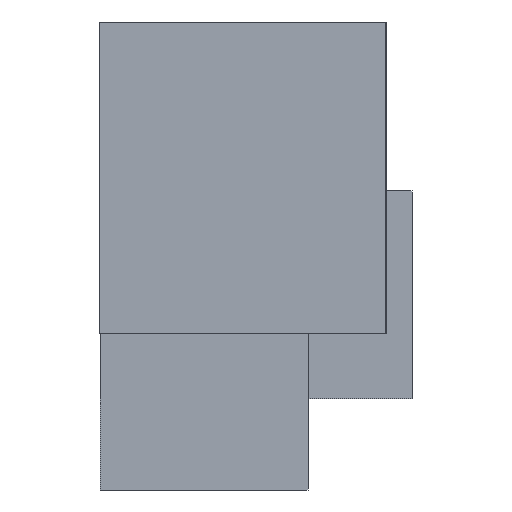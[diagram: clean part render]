
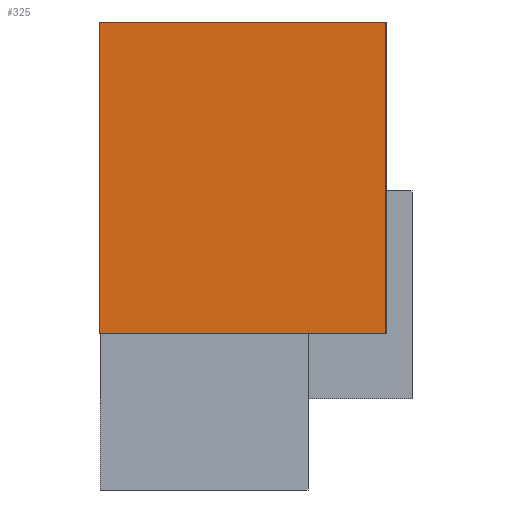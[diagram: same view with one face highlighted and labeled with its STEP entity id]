
A CAD part, left-side view. The second image highlights one B-rep face of the part: STEP entity #325.
In plain terms, the highlighted planar face has unit normal (-1, 0, 0).
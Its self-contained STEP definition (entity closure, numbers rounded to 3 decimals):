
#68=B_SPLINE_CURVE_WITH_KNOTS('',1,(#2908,#2909),.UNSPECIFIED.,.F.,.F.,
(2,2),(0.,110.),.UNSPECIFIED.);
#72=B_SPLINE_CURVE_WITH_KNOTS('',1,(#2916,#2917),.UNSPECIFIED.,.F.,.F.,
(2,2),(-860.,-740.),.UNSPECIFIED.);
#73=B_SPLINE_CURVE_WITH_KNOTS('',1,(#2918,#2919),.UNSPECIFIED.,.F.,.F.,
(2,2),(0.,110.),.UNSPECIFIED.);
#74=B_SPLINE_CURVE_WITH_KNOTS('',1,(#2920,#2921),.UNSPECIFIED.,.F.,.F.,
(2,2),(-860.,-740.),.UNSPECIFIED.);
#325=ADVANCED_FACE('',(#444),#1936,.T.);
#444=FACE_OUTER_BOUND('',#566,.T.);
#566=EDGE_LOOP('',(#883,#884,#885,#886));
#883=ORIENTED_EDGE('',*,*,#1416,.T.);
#884=ORIENTED_EDGE('',*,*,#1417,.T.);
#885=ORIENTED_EDGE('',*,*,#1418,.F.);
#886=ORIENTED_EDGE('',*,*,#1412,.F.);
#1412=EDGE_CURVE('',#1771,#1772,#68,.T.);
#1416=EDGE_CURVE('',#1771,#1775,#72,.T.);
#1417=EDGE_CURVE('',#1775,#1776,#73,.T.);
#1418=EDGE_CURVE('',#1772,#1776,#74,.T.);
#1771=VERTEX_POINT('',#2712);
#1772=VERTEX_POINT('',#2713);
#1775=VERTEX_POINT('',#2716);
#1776=VERTEX_POINT('',#2717);
#1936=PLANE('',#2143);
#2143=AXIS2_PLACEMENT_3D('',#2617,#2265,$);
#2265=DIRECTION('',(-1.,0.,0.));
#2617=CARTESIAN_POINT('',(-304.,62.,183.));
#2712=CARTESIAN_POINT('',(-304.,62.,183.));
#2713=CARTESIAN_POINT('',(-304.,-48.,183.));
#2716=CARTESIAN_POINT('',(-304.,62.,63.));
#2717=CARTESIAN_POINT('',(-304.,-48.,63.));
#2908=CARTESIAN_POINT('',(-304.,62.,183.));
#2909=CARTESIAN_POINT('',(-304.,-48.,183.));
#2916=CARTESIAN_POINT('',(-304.,62.,183.));
#2917=CARTESIAN_POINT('',(-304.,62.,63.));
#2918=CARTESIAN_POINT('',(-304.,62.,63.));
#2919=CARTESIAN_POINT('',(-304.,-48.,63.));
#2920=CARTESIAN_POINT('',(-304.,-48.,183.));
#2921=CARTESIAN_POINT('',(-304.,-48.,63.));
